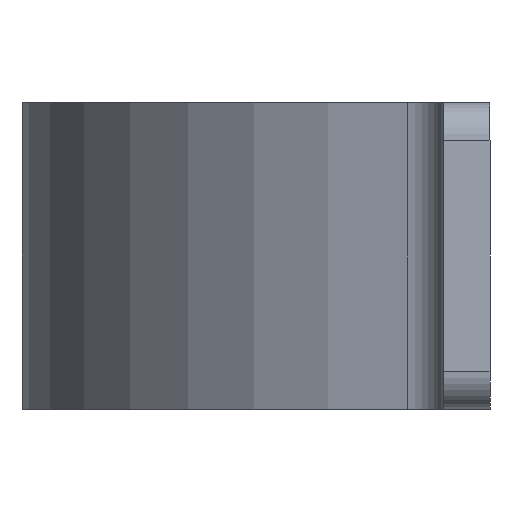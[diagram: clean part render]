
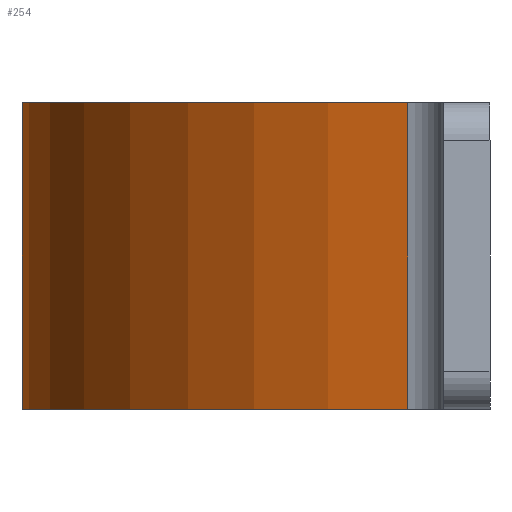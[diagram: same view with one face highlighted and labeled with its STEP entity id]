
A CAD part, left-side view. The second image highlights one B-rep face of the part: STEP entity #254.
In plain terms, the highlighted cylindrical face has radius 63.5 mm (diameter 127 mm), a partial arc.
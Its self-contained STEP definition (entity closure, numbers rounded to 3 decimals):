
#7 = ORIENTED_EDGE ( 'NONE', *, *, #115, .T. ) ;
#25 = AXIS2_PLACEMENT_3D ( 'NONE', #741, #812, #431 ) ;
#27 = LINE ( 'NONE', #312, #697 ) ;
#70 = ORIENTED_EDGE ( 'NONE', *, *, #567, .F. ) ;
#84 = CARTESIAN_POINT ( 'NONE',  ( 62.103, 13.248, -20. ) ) ;
#88 = CIRCLE ( 'NONE', #25, 63.5 ) ;
#115 = EDGE_CURVE ( 'NONE', #166, #560, #27, .T. ) ;
#146 = AXIS2_PLACEMENT_3D ( 'NONE', #536, #188, #250 ) ;
#155 = ORIENTED_EDGE ( 'NONE', *, *, #701, .F. ) ;
#166 = VERTEX_POINT ( 'NONE', #322 ) ;
#188 = DIRECTION ( 'NONE',  ( 0., 0., -1. ) ) ;
#192 = CARTESIAN_POINT ( 'NONE',  ( -62.103, 13.248, 20. ) ) ;
#223 = VERTEX_POINT ( 'NONE', #454 ) ;
#250 = DIRECTION ( 'NONE',  ( -1., 0., 0. ) ) ;
#254 = ADVANCED_FACE ( 'NONE', ( #606 ), #886, .T. ) ;
#256 = EDGE_LOOP ( 'NONE', ( #70, #155, #459, #7 ) ) ;
#261 = DIRECTION ( 'NONE',  ( 0., 0., -1. ) ) ;
#312 = CARTESIAN_POINT ( 'NONE',  ( 62.103, 13.248, 20. ) ) ;
#322 = CARTESIAN_POINT ( 'NONE',  ( 62.103, 13.248, 20. ) ) ;
#396 = CIRCLE ( 'NONE', #466, 63.5 ) ;
#403 = CARTESIAN_POINT ( 'NONE',  ( 0., 0., 20. ) ) ;
#431 = DIRECTION ( 'NONE',  ( 1., 0., 0. ) ) ;
#454 = CARTESIAN_POINT ( 'NONE',  ( -62.103, 13.248, 20. ) ) ;
#459 = ORIENTED_EDGE ( 'NONE', *, *, #694, .T. ) ;
#466 = AXIS2_PLACEMENT_3D ( 'NONE', #403, #261, #540 ) ;
#536 = CARTESIAN_POINT ( 'NONE',  ( 0., 0., 20. ) ) ;
#540 = DIRECTION ( 'NONE',  ( 1., 0., 0. ) ) ;
#560 = VERTEX_POINT ( 'NONE', #84 ) ;
#567 = EDGE_CURVE ( 'NONE', #740, #560, #88, .T. ) ;
#606 = FACE_OUTER_BOUND ( 'NONE', #256, .T. ) ;
#694 = EDGE_CURVE ( 'NONE', #223, #166, #396, .T. ) ;
#697 = VECTOR ( 'NONE', #863, 1000. ) ;
#701 = EDGE_CURVE ( 'NONE', #223, #740, #766, .T. ) ;
#740 = VERTEX_POINT ( 'NONE', #907 ) ;
#741 = CARTESIAN_POINT ( 'NONE',  ( 0., 0., -20. ) ) ;
#766 = LINE ( 'NONE', #192, #915 ) ;
#812 = DIRECTION ( 'NONE',  ( 0., 0., -1. ) ) ;
#828 = DIRECTION ( 'NONE',  ( 0., 0., -1. ) ) ;
#863 = DIRECTION ( 'NONE',  ( 0., 0., -1. ) ) ;
#886 = CYLINDRICAL_SURFACE ( 'NONE', #146, 63.5 ) ;
#907 = CARTESIAN_POINT ( 'NONE',  ( -62.103, 13.248, -20. ) ) ;
#915 = VECTOR ( 'NONE', #828, 1000. ) ;
